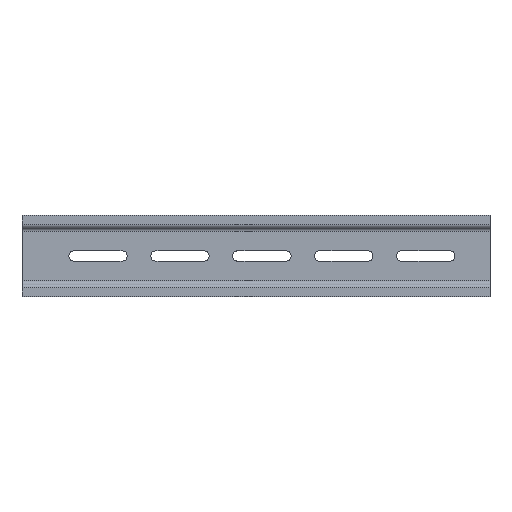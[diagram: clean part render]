
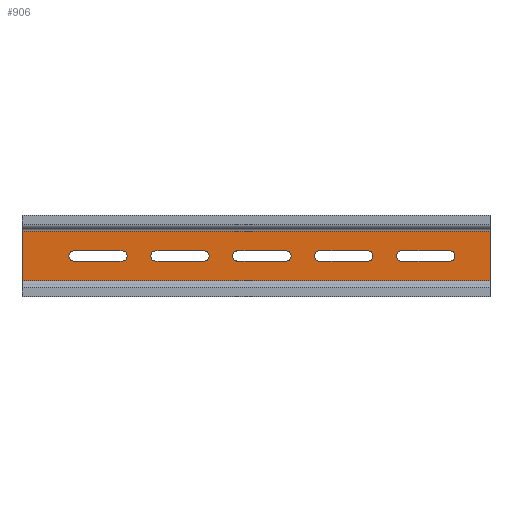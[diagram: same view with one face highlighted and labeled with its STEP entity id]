
A CAD part, top view. The second image highlights one B-rep face of the part: STEP entity #906.
In plain terms, the highlighted planar face has unit normal (0, 0, 1).
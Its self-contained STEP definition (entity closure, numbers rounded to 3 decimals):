
#46=CIRCLE('',#992,2.25);
#47=CIRCLE('',#993,2.25);
#48=CIRCLE('',#994,2.25);
#49=CIRCLE('',#995,2.25);
#50=CIRCLE('',#996,2.25);
#51=CIRCLE('',#997,2.25);
#52=CIRCLE('',#998,2.25);
#53=CIRCLE('',#999,2.25);
#54=CIRCLE('',#1000,2.25);
#55=CIRCLE('',#1001,2.25);
#180=ORIENTED_EDGE('',*,*,#425,.F.);
#181=ORIENTED_EDGE('',*,*,#426,.F.);
#182=ORIENTED_EDGE('',*,*,#427,.F.);
#183=ORIENTED_EDGE('',*,*,#428,.F.);
#184=ORIENTED_EDGE('',*,*,#429,.F.);
#185=ORIENTED_EDGE('',*,*,#430,.F.);
#186=ORIENTED_EDGE('',*,*,#431,.F.);
#187=ORIENTED_EDGE('',*,*,#432,.F.);
#188=ORIENTED_EDGE('',*,*,#433,.F.);
#189=ORIENTED_EDGE('',*,*,#434,.F.);
#190=ORIENTED_EDGE('',*,*,#435,.F.);
#191=ORIENTED_EDGE('',*,*,#436,.F.);
#192=ORIENTED_EDGE('',*,*,#437,.F.);
#193=ORIENTED_EDGE('',*,*,#438,.F.);
#194=ORIENTED_EDGE('',*,*,#439,.F.);
#195=ORIENTED_EDGE('',*,*,#440,.F.);
#196=ORIENTED_EDGE('',*,*,#441,.F.);
#197=ORIENTED_EDGE('',*,*,#442,.F.);
#198=ORIENTED_EDGE('',*,*,#443,.F.);
#199=ORIENTED_EDGE('',*,*,#444,.F.);
#200=ORIENTED_EDGE('',*,*,#445,.T.);
#201=ORIENTED_EDGE('',*,*,#446,.F.);
#202=ORIENTED_EDGE('',*,*,#447,.F.);
#203=ORIENTED_EDGE('',*,*,#423,.T.);
#423=EDGE_CURVE('',#537,#536,#618,.T.);
#425=EDGE_CURVE('',#538,#539,#619,.T.);
#426=EDGE_CURVE('',#540,#538,#46,.T.);
#427=EDGE_CURVE('',#541,#540,#620,.T.);
#428=EDGE_CURVE('',#539,#541,#47,.T.);
#429=EDGE_CURVE('',#542,#543,#621,.T.);
#430=EDGE_CURVE('',#544,#542,#48,.T.);
#431=EDGE_CURVE('',#545,#544,#622,.T.);
#432=EDGE_CURVE('',#543,#545,#49,.T.);
#433=EDGE_CURVE('',#546,#547,#623,.T.);
#434=EDGE_CURVE('',#548,#546,#50,.T.);
#435=EDGE_CURVE('',#549,#548,#624,.T.);
#436=EDGE_CURVE('',#547,#549,#51,.T.);
#437=EDGE_CURVE('',#550,#551,#625,.T.);
#438=EDGE_CURVE('',#552,#550,#52,.T.);
#439=EDGE_CURVE('',#553,#552,#626,.T.);
#440=EDGE_CURVE('',#551,#553,#53,.T.);
#441=EDGE_CURVE('',#554,#555,#627,.T.);
#442=EDGE_CURVE('',#556,#554,#54,.T.);
#443=EDGE_CURVE('',#557,#556,#628,.T.);
#444=EDGE_CURVE('',#555,#557,#55,.T.);
#445=EDGE_CURVE('',#536,#558,#629,.T.);
#446=EDGE_CURVE('',#559,#558,#630,.T.);
#447=EDGE_CURVE('',#537,#559,#631,.T.);
#536=VERTEX_POINT('',#1457);
#537=VERTEX_POINT('',#1459);
#538=VERTEX_POINT('',#1463);
#539=VERTEX_POINT('',#1464);
#540=VERTEX_POINT('',#1466);
#541=VERTEX_POINT('',#1468);
#542=VERTEX_POINT('',#1471);
#543=VERTEX_POINT('',#1472);
#544=VERTEX_POINT('',#1474);
#545=VERTEX_POINT('',#1476);
#546=VERTEX_POINT('',#1479);
#547=VERTEX_POINT('',#1480);
#548=VERTEX_POINT('',#1482);
#549=VERTEX_POINT('',#1484);
#550=VERTEX_POINT('',#1487);
#551=VERTEX_POINT('',#1488);
#552=VERTEX_POINT('',#1490);
#553=VERTEX_POINT('',#1492);
#554=VERTEX_POINT('',#1495);
#555=VERTEX_POINT('',#1496);
#556=VERTEX_POINT('',#1498);
#557=VERTEX_POINT('',#1500);
#558=VERTEX_POINT('',#1503);
#559=VERTEX_POINT('',#1505);
#618=LINE('',#1458,#710);
#619=LINE('',#1462,#711);
#620=LINE('',#1467,#712);
#621=LINE('',#1470,#713);
#622=LINE('',#1475,#714);
#623=LINE('',#1478,#715);
#624=LINE('',#1483,#716);
#625=LINE('',#1486,#717);
#626=LINE('',#1491,#718);
#627=LINE('',#1494,#719);
#628=LINE('',#1499,#720);
#629=LINE('',#1502,#721);
#630=LINE('',#1504,#722);
#631=LINE('',#1506,#723);
#710=VECTOR('',#1177,1000.);
#711=VECTOR('',#1182,1000.);
#712=VECTOR('',#1185,1000.);
#713=VECTOR('',#1188,1000.);
#714=VECTOR('',#1191,1000.);
#715=VECTOR('',#1194,1000.);
#716=VECTOR('',#1197,1000.);
#717=VECTOR('',#1200,1000.);
#718=VECTOR('',#1203,1000.);
#719=VECTOR('',#1206,1000.);
#720=VECTOR('',#1209,1000.);
#721=VECTOR('',#1212,1000.);
#722=VECTOR('',#1213,1000.);
#723=VECTOR('',#1214,1000.);
#773=EDGE_LOOP('',(#180,#181,#182,#183));
#774=EDGE_LOOP('',(#184,#185,#186,#187));
#775=EDGE_LOOP('',(#188,#189,#190,#191));
#776=EDGE_LOOP('',(#192,#193,#194,#195));
#777=EDGE_LOOP('',(#196,#197,#198,#199));
#778=EDGE_LOOP('',(#200,#201,#202,#203));
#829=FACE_BOUND('',#773,.T.);
#830=FACE_BOUND('',#774,.T.);
#831=FACE_BOUND('',#775,.T.);
#832=FACE_BOUND('',#776,.T.);
#833=FACE_BOUND('',#777,.T.);
#834=FACE_BOUND('',#778,.T.);
#872=PLANE('',#991);
#906=ADVANCED_FACE('',(#829,#830,#831,#832,#833,#834),#872,.F.);
#991=AXIS2_PLACEMENT_3D('',#1461,#1180,#1181);
#992=AXIS2_PLACEMENT_3D('',#1465,#1183,#1184);
#993=AXIS2_PLACEMENT_3D('',#1469,#1186,#1187);
#994=AXIS2_PLACEMENT_3D('',#1473,#1189,#1190);
#995=AXIS2_PLACEMENT_3D('',#1477,#1192,#1193);
#996=AXIS2_PLACEMENT_3D('',#1481,#1195,#1196);
#997=AXIS2_PLACEMENT_3D('',#1485,#1198,#1199);
#998=AXIS2_PLACEMENT_3D('',#1489,#1201,#1202);
#999=AXIS2_PLACEMENT_3D('',#1493,#1204,#1205);
#1000=AXIS2_PLACEMENT_3D('',#1497,#1207,#1208);
#1001=AXIS2_PLACEMENT_3D('',#1501,#1210,#1211);
#1177=DIRECTION('',(-1.,0.,0.));
#1180=DIRECTION('',(0.,0.,-1.));
#1181=DIRECTION('',(-1.,0.,0.));
#1182=DIRECTION('',(-1.,0.,0.));
#1183=DIRECTION('',(0.,0.,1.));
#1184=DIRECTION('',(1.,0.,0.));
#1185=DIRECTION('',(1.,0.,0.));
#1186=DIRECTION('',(0.,0.,1.));
#1187=DIRECTION('',(1.,0.,0.));
#1188=DIRECTION('',(-1.,0.,0.));
#1189=DIRECTION('',(0.,0.,1.));
#1190=DIRECTION('',(1.,0.,0.));
#1191=DIRECTION('',(1.,0.,0.));
#1192=DIRECTION('',(0.,0.,1.));
#1193=DIRECTION('',(1.,0.,0.));
#1194=DIRECTION('',(-1.,0.,0.));
#1195=DIRECTION('',(0.,0.,1.));
#1196=DIRECTION('',(1.,0.,0.));
#1197=DIRECTION('',(1.,0.,0.));
#1198=DIRECTION('',(0.,0.,1.));
#1199=DIRECTION('',(1.,0.,0.));
#1200=DIRECTION('',(-1.,0.,0.));
#1201=DIRECTION('',(0.,0.,1.));
#1202=DIRECTION('',(1.,0.,0.));
#1203=DIRECTION('',(1.,0.,0.));
#1204=DIRECTION('',(0.,0.,1.));
#1205=DIRECTION('',(1.,0.,0.));
#1206=DIRECTION('',(-1.,0.,0.));
#1207=DIRECTION('',(0.,0.,1.));
#1208=DIRECTION('',(1.,0.,0.));
#1209=DIRECTION('',(1.,0.,0.));
#1210=DIRECTION('',(0.,0.,1.));
#1211=DIRECTION('',(1.,0.,0.));
#1212=DIRECTION('',(0.,-1.,0.));
#1213=DIRECTION('',(-1.,0.,0.));
#1214=DIRECTION('',(0.,-1.,0.));
#1457=CARTESIAN_POINT('',(-100.,10.5,1.5));
#1458=CARTESIAN_POINT('',(100.,10.5,1.5));
#1459=CARTESIAN_POINT('',(100.,10.5,1.5));
#1461=CARTESIAN_POINT('',(100.,10.5,1.5));
#1462=CARTESIAN_POINT('',(47.75,2.25,1.5));
#1463=CARTESIAN_POINT('',(47.75,2.25,1.5));
#1464=CARTESIAN_POINT('',(27.25,2.25,1.5));
#1465=CARTESIAN_POINT('',(47.75,0.,1.5));
#1466=CARTESIAN_POINT('',(47.75,-2.25,1.5));
#1467=CARTESIAN_POINT('',(27.25,-2.25,1.5));
#1468=CARTESIAN_POINT('',(27.25,-2.25,1.5));
#1469=CARTESIAN_POINT('',(27.25,0.,1.5));
#1470=CARTESIAN_POINT('',(12.75,2.25,1.5));
#1471=CARTESIAN_POINT('',(12.75,2.25,1.5));
#1472=CARTESIAN_POINT('',(-7.75,2.25,1.5));
#1473=CARTESIAN_POINT('',(12.75,0.,1.5));
#1474=CARTESIAN_POINT('',(12.75,-2.25,1.5));
#1475=CARTESIAN_POINT('',(-7.75,-2.25,1.5));
#1476=CARTESIAN_POINT('',(-7.75,-2.25,1.5));
#1477=CARTESIAN_POINT('',(-7.75,0.,1.5));
#1478=CARTESIAN_POINT('',(-22.25,2.25,1.5));
#1479=CARTESIAN_POINT('',(-22.25,2.25,1.5));
#1480=CARTESIAN_POINT('',(-42.75,2.25,1.5));
#1481=CARTESIAN_POINT('',(-22.25,0.,1.5));
#1482=CARTESIAN_POINT('',(-22.25,-2.25,1.5));
#1483=CARTESIAN_POINT('',(-42.75,-2.25,1.5));
#1484=CARTESIAN_POINT('',(-42.75,-2.25,1.5));
#1485=CARTESIAN_POINT('',(-42.75,0.,1.5));
#1486=CARTESIAN_POINT('',(-57.25,2.25,1.5));
#1487=CARTESIAN_POINT('',(-57.25,2.25,1.5));
#1488=CARTESIAN_POINT('',(-77.75,2.25,1.5));
#1489=CARTESIAN_POINT('',(-57.25,0.,1.5));
#1490=CARTESIAN_POINT('',(-57.25,-2.25,1.5));
#1491=CARTESIAN_POINT('',(-77.75,-2.25,1.5));
#1492=CARTESIAN_POINT('',(-77.75,-2.25,1.5));
#1493=CARTESIAN_POINT('',(-77.75,0.,1.5));
#1494=CARTESIAN_POINT('',(82.75,2.25,1.5));
#1495=CARTESIAN_POINT('',(82.75,2.25,1.5));
#1496=CARTESIAN_POINT('',(62.25,2.25,1.5));
#1497=CARTESIAN_POINT('',(82.75,0.,1.5));
#1498=CARTESIAN_POINT('',(82.75,-2.25,1.5));
#1499=CARTESIAN_POINT('',(62.25,-2.25,1.5));
#1500=CARTESIAN_POINT('',(62.25,-2.25,1.5));
#1501=CARTESIAN_POINT('',(62.25,0.,1.5));
#1502=CARTESIAN_POINT('',(-100.,10.5,1.5));
#1503=CARTESIAN_POINT('',(-100.,-10.5,1.5));
#1504=CARTESIAN_POINT('',(100.,-10.5,1.5));
#1505=CARTESIAN_POINT('',(100.,-10.5,1.5));
#1506=CARTESIAN_POINT('',(100.,10.5,1.5));
